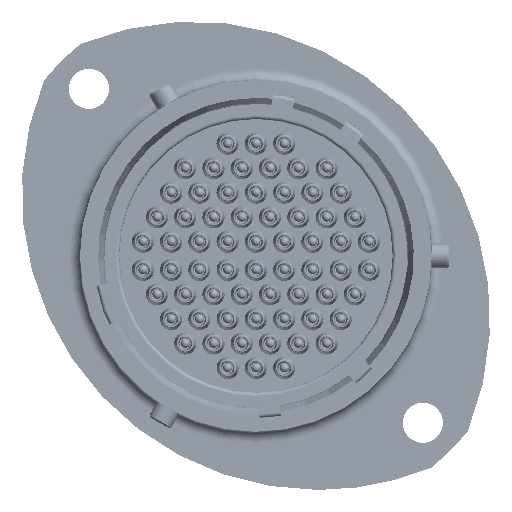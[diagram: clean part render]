
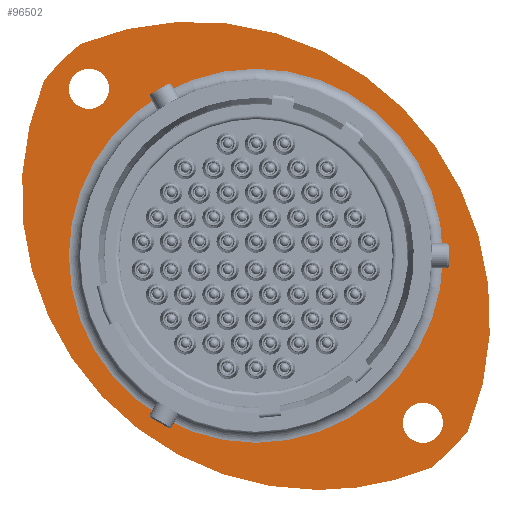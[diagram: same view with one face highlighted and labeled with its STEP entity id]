
A CAD part, left-side view. The second image highlights one B-rep face of the part: STEP entity #96502.
In plain terms, the highlighted planar face has unit normal (-1, 0, 0).
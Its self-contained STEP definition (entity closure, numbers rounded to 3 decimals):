
#2392 = CARTESIAN_POINT ( 'NONE',  ( -0.149, 3.143, -26.721 ) ) ;
#5785 = CARTESIAN_POINT ( 'NONE',  ( -0.149, 30.155, 1.916 ) ) ;
#8039 = CIRCLE ( 'NONE', #103208, 15.13 ) ;
#8242 = ORIENTED_EDGE ( 'NONE', *, *, #14755, .T. ) ;
#8639 = CARTESIAN_POINT ( 'NONE',  ( -0.149, 16.649, -11.59 ) ) ;
#10180 = ORIENTED_EDGE ( 'NONE', *, *, #106979, .F. ) ;
#10239 = ORIENTED_EDGE ( 'NONE', *, *, #60176, .F. ) ;
#10880 = ORIENTED_EDGE ( 'NONE', *, *, #119835, .T. ) ;
#11731 = EDGE_CURVE ( 'NONE', #40832, #41270, #104037, .T. ) ;
#12544 = EDGE_LOOP ( 'NONE', ( #10180, #35737 ) ) ;
#14495 = DIRECTION ( 'NONE',  ( -1., 0., 0. ) ) ;
#14639 = DIRECTION ( 'NONE',  ( -1., 0., 0. ) ) ;
#14755 = EDGE_CURVE ( 'NONE', #105306, #38354, #8039, .T. ) ;
#15080 = DIRECTION ( 'NONE',  ( 0., 0., -1. ) ) ;
#15578 = EDGE_CURVE ( 'NONE', #23536, #60870, #45252, .T. ) ;
#17743 = AXIS2_PLACEMENT_3D ( 'NONE', #101080, #45628, #110363 ) ;
#17940 = DIRECTION ( 'NONE',  ( 0., 0., -1. ) ) ;
#18142 = CARTESIAN_POINT ( 'NONE',  ( -0.149, 16.649, -26.72 ) ) ;
#20369 = AXIS2_PLACEMENT_3D ( 'NONE', #70001, #14495, #79314 ) ;
#20390 = CARTESIAN_POINT ( 'NONE',  ( -0.149, 2.459, -28.728 ) ) ;
#22064 = ORIENTED_EDGE ( 'NONE', *, *, #15578, .T. ) ;
#23297 = EDGE_CURVE ( 'NONE', #100275, #111685, #106452, .T. ) ;
#23536 = VERTEX_POINT ( 'NONE', #95959 ) ;
#25057 = CIRCLE ( 'NONE', #17743, 1.625 ) ;
#25815 = DIRECTION ( 'NONE',  ( -1., 0., 0. ) ) ;
#27267 = CIRCLE ( 'NONE', #80460, 22.25 ) ;
#29031 = DIRECTION ( 'NONE',  ( 1., 0., 0. ) ) ;
#33849 = EDGE_CURVE ( 'NONE', #38354, #105306, #76955, .T. ) ;
#34035 = VERTEX_POINT ( 'NONE', #20390 ) ;
#35356 = CARTESIAN_POINT ( 'NONE',  ( -0.149, 16.649, 3.54 ) ) ;
#35418 = AXIS2_PLACEMENT_3D ( 'NONE', #104871, #49367, #114157 ) ;
#35737 = ORIENTED_EDGE ( 'NONE', *, *, #23297, .F. ) ;
#36786 = EDGE_LOOP ( 'NONE', ( #48352, #10239 ) ) ;
#37676 = DIRECTION ( 'NONE',  ( -1., 0., 0. ) ) ;
#37705 = EDGE_CURVE ( 'NONE', #107708, #83293, #90263, .T. ) ;
#38125 = FACE_BOUND ( 'NONE', #12544, .T. ) ;
#38354 = VERTEX_POINT ( 'NONE', #18142 ) ;
#38738 = EDGE_CURVE ( 'NONE', #60870, #34035, #43505, .T. ) ;
#40832 = VERTEX_POINT ( 'NONE', #105883 ) ;
#41270 = VERTEX_POINT ( 'NONE', #49914 ) ;
#41864 = CARTESIAN_POINT ( 'NONE',  ( -0.149, 30.155, 3.541 ) ) ;
#42994 = DIRECTION ( 'NONE',  ( -1., 0., 0. ) ) ;
#43505 = CIRCLE ( 'NONE', #72536, 24. ) ;
#43665 = CIRCLE ( 'NONE', #101138, 1.625 ) ;
#45252 = CIRCLE ( 'NONE', #49846, 24. ) ;
#45628 = DIRECTION ( 'NONE',  ( -1., 0., 0. ) ) ;
#48352 = ORIENTED_EDGE ( 'NONE', *, *, #37705, .F. ) ;
#49367 = DIRECTION ( 'NONE',  ( 1., 0., 0. ) ) ;
#49846 = AXIS2_PLACEMENT_3D ( 'NONE', #70128, #14639, #79443 ) ;
#49914 = CARTESIAN_POINT ( 'NONE',  ( -0.149, 30.838, 5.548 ) ) ;
#52453 = CARTESIAN_POINT ( 'NONE',  ( -0.149, 11.593, -6.534 ) ) ;
#54109 = ORIENTED_EDGE ( 'NONE', *, *, #11731, .T. ) ;
#55059 = DIRECTION ( 'NONE',  ( -1., 0., 0. ) ) ;
#55445 = CIRCLE ( 'NONE', #97982, 22.25 ) ;
#57883 = ORIENTED_EDGE ( 'NONE', *, *, #33849, .T. ) ;
#60176 = EDGE_CURVE ( 'NONE', #83293, #107708, #25057, .T. ) ;
#60870 = VERTEX_POINT ( 'NONE', #115506 ) ;
#61654 = EDGE_CURVE ( 'NONE', #34035, #40832, #55445, .T. ) ;
#61752 = DIRECTION ( 'NONE',  ( 0., 0., -1. ) ) ;
#65654 = FACE_OUTER_BOUND ( 'NONE', #91633, .T. ) ;
#70001 = CARTESIAN_POINT ( 'NONE',  ( -0.149, 21.705, -16.646 ) ) ;
#70128 = CARTESIAN_POINT ( 'NONE',  ( -0.149, 11.593, -6.534 ) ) ;
#70552 = DIRECTION ( 'NONE',  ( -1., 0., 0. ) ) ;
#72536 = AXIS2_PLACEMENT_3D ( 'NONE', #52453, #117250, #61752 ) ;
#72901 = AXIS2_PLACEMENT_3D ( 'NONE', #8639, #73446, #17940 ) ;
#73446 = DIRECTION ( 'NONE',  ( 1., 0., 0. ) ) ;
#76955 = CIRCLE ( 'NONE', #72901, 15.13 ) ;
#79314 = DIRECTION ( 'NONE',  ( 0., 0., -1. ) ) ;
#79443 = DIRECTION ( 'NONE',  ( 0., 0., -1. ) ) ;
#80460 = AXIS2_PLACEMENT_3D ( 'NONE', #98449, #42994, #107820 ) ;
#81258 = CARTESIAN_POINT ( 'NONE',  ( -0.149, 16.649, -11.59 ) ) ;
#83293 = VERTEX_POINT ( 'NONE', #41864 ) ;
#84471 = CARTESIAN_POINT ( 'NONE',  ( -0.149, 16.649, -11.59 ) ) ;
#87392 = FACE_BOUND ( 'NONE', #89516, .T. ) ;
#87772 = CARTESIAN_POINT ( 'NONE',  ( -0.149, 30.155, 0.291 ) ) ;
#89516 = EDGE_LOOP ( 'NONE', ( #57883, #8242 ) ) ;
#90252 = FACE_BOUND ( 'NONE', #36786, .T. ) ;
#90263 = CIRCLE ( 'NONE', #116505, 1.625 ) ;
#90547 = DIRECTION ( 'NONE',  ( 0., 0., 1. ) ) ;
#91633 = EDGE_LOOP ( 'NONE', ( #22064, #117142, #119022, #54109, #10880 ) ) ;
#93215 = CARTESIAN_POINT ( 'NONE',  ( -0.149, 3.143, -25.096 ) ) ;
#93829 = DIRECTION ( 'NONE',  ( 0., 0., -1. ) ) ;
#95134 = PLANE ( 'NONE',  #35418 ) ;
#95959 = CARTESIAN_POINT ( 'NONE',  ( -0.149, 33.787, 2.6 ) ) ;
#96502 = ADVANCED_FACE ( 'NONE', ( #90252, #38125, #87392, #65654 ), #95134, .F. ) ;
#97982 = AXIS2_PLACEMENT_3D ( 'NONE', #81258, #25815, #90547 ) ;
#98449 = CARTESIAN_POINT ( 'NONE',  ( -0.149, 16.649, -11.59 ) ) ;
#100275 = VERTEX_POINT ( 'NONE', #100385 ) ;
#100385 = CARTESIAN_POINT ( 'NONE',  ( -0.149, 3.143, -23.471 ) ) ;
#101080 = CARTESIAN_POINT ( 'NONE',  ( -0.149, 30.155, 1.916 ) ) ;
#101138 = AXIS2_PLACEMENT_3D ( 'NONE', #93215, #37676, #102524 ) ;
#102524 = DIRECTION ( 'NONE',  ( 0., 0., -1. ) ) ;
#103208 = AXIS2_PLACEMENT_3D ( 'NONE', #84471, #29031, #93829 ) ;
#104037 = CIRCLE ( 'NONE', #20369, 24. ) ;
#104871 = CARTESIAN_POINT ( 'NONE',  ( -0.149, 30.879, -11.59 ) ) ;
#105306 = VERTEX_POINT ( 'NONE', #35356 ) ;
#105883 = CARTESIAN_POINT ( 'NONE',  ( -0.149, -0.489, -25.779 ) ) ;
#106452 = CIRCLE ( 'NONE', #111177, 1.625 ) ;
#106979 = EDGE_CURVE ( 'NONE', #111685, #100275, #43665, .T. ) ;
#107708 = VERTEX_POINT ( 'NONE', #87772 ) ;
#107820 = DIRECTION ( 'NONE',  ( 0., 0., 1. ) ) ;
#110363 = DIRECTION ( 'NONE',  ( 0., 0., -1. ) ) ;
#110555 = CARTESIAN_POINT ( 'NONE',  ( -0.149, 3.143, -25.096 ) ) ;
#111177 = AXIS2_PLACEMENT_3D ( 'NONE', #110555, #55059, #119849 ) ;
#111685 = VERTEX_POINT ( 'NONE', #2392 ) ;
#114157 = DIRECTION ( 'NONE',  ( 0., 0., -1. ) ) ;
#115506 = CARTESIAN_POINT ( 'NONE',  ( -0.149, 11.593, -30.534 ) ) ;
#116505 = AXIS2_PLACEMENT_3D ( 'NONE', #5785, #70552, #15080 ) ;
#117142 = ORIENTED_EDGE ( 'NONE', *, *, #38738, .T. ) ;
#117250 = DIRECTION ( 'NONE',  ( -1., 0., 0. ) ) ;
#119022 = ORIENTED_EDGE ( 'NONE', *, *, #61654, .T. ) ;
#119835 = EDGE_CURVE ( 'NONE', #41270, #23536, #27267, .T. ) ;
#119849 = DIRECTION ( 'NONE',  ( 0., 0., -1. ) ) ;
